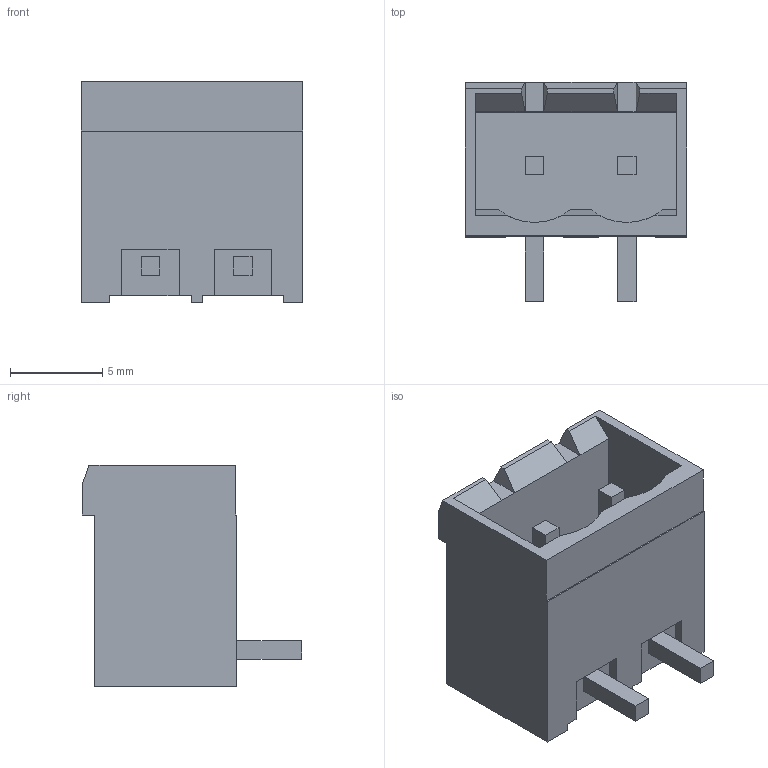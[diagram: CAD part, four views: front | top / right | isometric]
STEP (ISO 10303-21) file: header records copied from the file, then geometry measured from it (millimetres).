
FILE_DESCRIPTION((''),'2;1');
FILE_NAME('C-796644-2','2009-02-19T',('workeradm'),('Tyco Electronics Corporation'),'PRO/ENGINEER BY PARAMETRIC TECHNOLOGY CORPORATION, 2005450','PRO/ENGINEER BY PARAMETRIC TECHNOLOGY CORPORATION, 2005450','');
FILE_SCHEMA(('CONFIG_CONTROL_DESIGN', 'GEOMETRIC_VALIDATION_PROPERTIES_MIM'));
Length unit declared in the file: millimetre
Products named in the file (1): C-796644-2
Bounding box: 12 x 11.85 x 12 mm (x, y, z)
Volume: 582.5 mm3; surface area: 1044.8 mm2
Topology: 1 solids, 1 shells, 71 faces, 187 edges, 122 vertices
Faces by surface type: plane 69, cylinder 2
Entity records: 2274 total; most frequent: CARTESIAN_POINT 393, ORIENTED_EDGE 374, DIRECTION 329, EDGE_CURVE 187, VECTOR 179, LINE 179, VERTEX_POINT 122, AXIS2_PLACEMENT_3D 75
